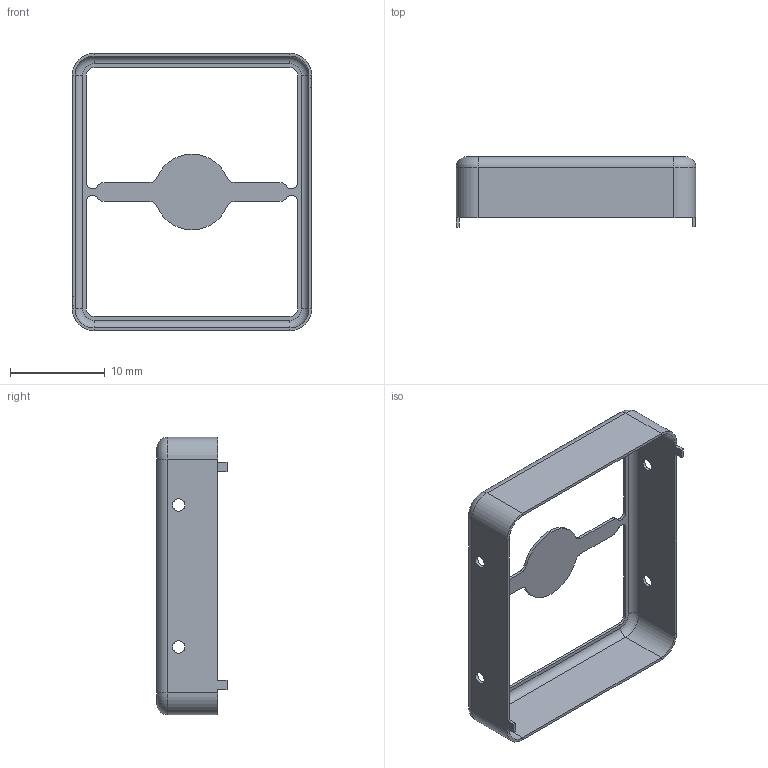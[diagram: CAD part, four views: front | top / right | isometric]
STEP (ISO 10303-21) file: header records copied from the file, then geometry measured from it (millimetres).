
FILE_DESCRIPTION (( 'STEP AP203' ), '1' );
FILE_NAME ('MS293-10F.step', '2020-11-05T12:35:08', ( '' ), ( '' ), 'SwSTEP 2.0', 'SolidWorks 2018', '' );
FILE_SCHEMA (( 'CONFIG_CONTROL_DESIGN' ));
Length unit declared in the file: millimetre
Products named in the file (1): MS293-10F
Bounding box: 25.3 x 7.4 x 29.3 mm (x, y, z)
Volume: 245.2 mm3; surface area: 1715.2 mm2
Topology: 1 solids, 1 shells, 89 faces, 229 edges, 142 vertices
Faces by surface type: cylinder 45, plane 36, torus 8
Entity records: 2806 total; most frequent: DIRECTION 507, CARTESIAN_POINT 461, ORIENTED_EDGE 458, EDGE_CURVE 229, AXIS2_PLACEMENT_3D 188, VERTEX_POINT 142, LINE 131, VECTOR 131
